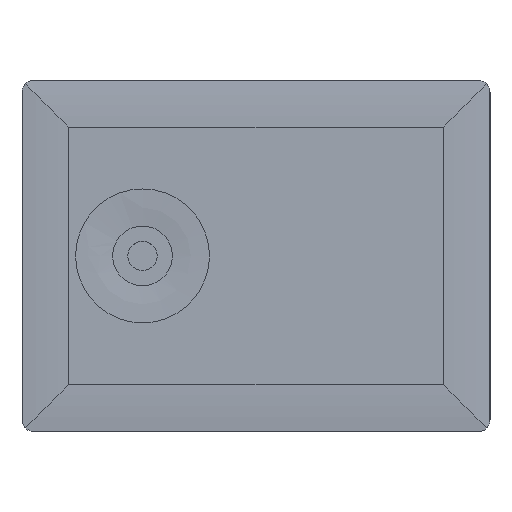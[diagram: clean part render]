
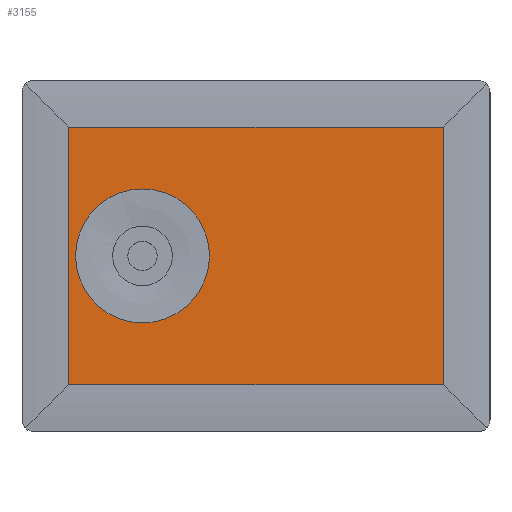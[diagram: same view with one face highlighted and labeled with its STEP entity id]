
A CAD part, top view. The second image highlights one B-rep face of the part: STEP entity #3155.
In plain terms, the highlighted planar face has unit normal (0, 0, 1).
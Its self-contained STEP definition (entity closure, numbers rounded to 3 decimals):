
#26=FACE_BOUND('',#432,.T.);
#104=PLANE('',#3355);
#263=FACE_OUTER_BOUND('',#431,.T.);
#431=EDGE_LOOP('',(#2438,#2439,#2440,#2441));
#432=EDGE_LOOP('',(#2442));
#591=CIRCLE('',#3354,0.572);
#603=LINE('',#4308,#1016);
#606=LINE('',#4333,#1019);
#620=LINE('',#4387,#1033);
#624=LINE('',#4416,#1037);
#1016=VECTOR('',#3491,10.);
#1019=VECTOR('',#3500,10.);
#1033=VECTOR('',#3530,10.);
#1037=VECTOR('',#3544,10.);
#1446=VERTEX_POINT('',#4305);
#1447=VERTEX_POINT('',#4307);
#1452=VERTEX_POINT('',#4331);
#1468=VERTEX_POINT('',#4385);
#1569=VERTEX_POINT('',#4718);
#1747=EDGE_CURVE('',#1446,#1447,#603,.T.);
#1754=EDGE_CURVE('',#1452,#1446,#606,.T.);
#1774=EDGE_CURVE('',#1468,#1452,#620,.T.);
#1783=EDGE_CURVE('',#1447,#1468,#624,.T.);
#1922=EDGE_CURVE('',#1569,#1569,#591,.T.);
#2438=ORIENTED_EDGE('',*,*,#1754,.F.);
#2439=ORIENTED_EDGE('',*,*,#1774,.F.);
#2440=ORIENTED_EDGE('',*,*,#1783,.F.);
#2441=ORIENTED_EDGE('',*,*,#1747,.F.);
#2442=ORIENTED_EDGE('',*,*,#1922,.F.);
#3155=ADVANCED_FACE('',(#263,#26),#104,.T.);
#3354=AXIS2_PLACEMENT_3D('',#4720,#3775,#3776);
#3355=AXIS2_PLACEMENT_3D('',#4721,#3777,#3778);
#3491=DIRECTION('',(0.,-1.,0.));
#3500=DIRECTION('',(1.,0.,0.));
#3530=DIRECTION('',(0.,1.,0.));
#3544=DIRECTION('',(-1.,0.,0.));
#3775=DIRECTION('center_axis',(0.,0.,1.));
#3776=DIRECTION('ref_axis',(1.,0.,0.));
#3777=DIRECTION('center_axis',(0.,0.,1.));
#3778=DIRECTION('ref_axis',(1.,0.,0.));
#4305=CARTESIAN_POINT('',(3.6,2.6,1.));
#4307=CARTESIAN_POINT('',(3.6,0.4,1.));
#4308=CARTESIAN_POINT('',(3.6,1.125,1.));
#4331=CARTESIAN_POINT('',(0.4,2.6,1.));
#4333=CARTESIAN_POINT('',(2.5,2.6,1.));
#4385=CARTESIAN_POINT('',(0.4,0.4,1.));
#4387=CARTESIAN_POINT('',(0.4,1.875,1.));
#4416=CARTESIAN_POINT('',(1.5,0.4,1.));
#4718=CARTESIAN_POINT('',(0.458,1.5,1.));
#4720=CARTESIAN_POINT('Origin',(1.03,1.5,1.));
#4721=CARTESIAN_POINT('Origin',(2.,1.5,1.));
